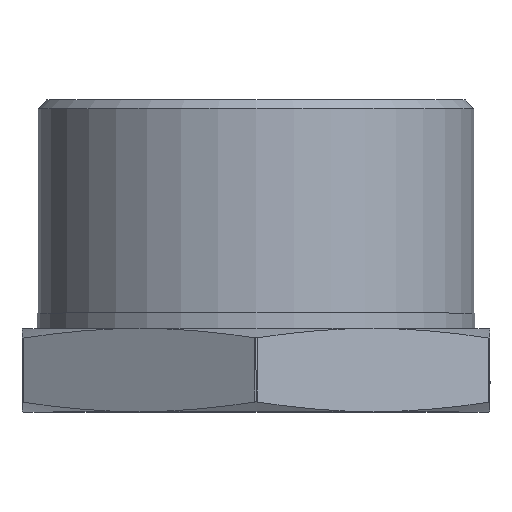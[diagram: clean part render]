
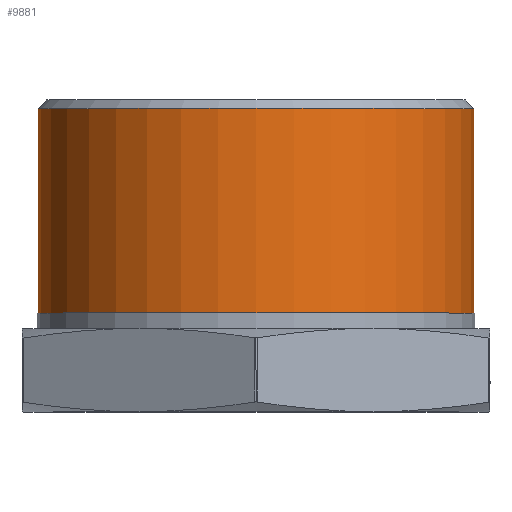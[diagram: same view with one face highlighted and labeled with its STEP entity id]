
A CAD part, top view. The second image highlights one B-rep face of the part: STEP entity #9881.
In plain terms, the highlighted cylindrical face has radius 20.955 mm (diameter 41.91 mm), a partial arc.
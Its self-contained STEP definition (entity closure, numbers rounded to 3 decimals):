
#92 = AXIS2_PLACEMENT_3D ( 'NONE', #9154, #5153, #8112 ) ;
#491 = LINE ( 'NONE', #8652, #8232 ) ;
#535 = CARTESIAN_POINT ( 'NONE',  ( -20.955, 29.15, 0. ) ) ;
#757 = DIRECTION ( 'NONE',  ( 0., 1., 0. ) ) ;
#1228 = AXIS2_PLACEMENT_3D ( 'NONE', #4117, #12251, #10200 ) ;
#1808 = EDGE_CURVE ( 'NONE', #8885, #5895, #3840, .T. ) ;
#2353 = EDGE_CURVE ( 'NONE', #8885, #8097, #3198, .T. ) ;
#2690 = CARTESIAN_POINT ( 'NONE',  ( 20.955, 9.5, 0. ) ) ;
#2785 = CYLINDRICAL_SURFACE ( 'NONE', #1228, 20.955 ) ;
#3198 = CIRCLE ( 'NONE', #9634, 20.955 ) ;
#3199 = ORIENTED_EDGE ( 'NONE', *, *, #2353, .T. ) ;
#3417 = FACE_OUTER_BOUND ( 'NONE', #11286, .T. ) ;
#3840 = LINE ( 'NONE', #11586, #5921 ) ;
#4000 = CARTESIAN_POINT ( 'NONE',  ( -20.955, 9.5, 0. ) ) ;
#4117 = CARTESIAN_POINT ( 'NONE',  ( 0., 8., 0. ) ) ;
#4992 = CARTESIAN_POINT ( 'NONE',  ( 0., 9.5, 0. ) ) ;
#5153 = DIRECTION ( 'NONE',  ( 0., 1., 0. ) ) ;
#5422 = VERTEX_POINT ( 'NONE', #8291 ) ;
#5492 = ORIENTED_EDGE ( 'NONE', *, *, #6044, .T. ) ;
#5895 = VERTEX_POINT ( 'NONE', #535 ) ;
#5921 = VECTOR ( 'NONE', #12708, 1000. ) ;
#5999 = ORIENTED_EDGE ( 'NONE', *, *, #1808, .F. ) ;
#6044 = EDGE_CURVE ( 'NONE', #8097, #5422, #491, .T. ) ;
#6065 = DIRECTION ( 'NONE',  ( 0., 1., 0. ) ) ;
#7097 = EDGE_CURVE ( 'NONE', #5895, #5422, #7548, .T. ) ;
#7548 = CIRCLE ( 'NONE', #92, 20.955 ) ;
#8097 = VERTEX_POINT ( 'NONE', #2690 ) ;
#8112 = DIRECTION ( 'NONE',  ( 1., 0., 0. ) ) ;
#8232 = VECTOR ( 'NONE', #757, 1000. ) ;
#8291 = CARTESIAN_POINT ( 'NONE',  ( 20.955, 29.15, 0. ) ) ;
#8652 = CARTESIAN_POINT ( 'NONE',  ( 20.955, 8., 0. ) ) ;
#8885 = VERTEX_POINT ( 'NONE', #4000 ) ;
#9154 = CARTESIAN_POINT ( 'NONE',  ( 0., 29.15, 0. ) ) ;
#9172 = DIRECTION ( 'NONE',  ( 1., 0., 0. ) ) ;
#9634 = AXIS2_PLACEMENT_3D ( 'NONE', #4992, #6065, #9172 ) ;
#9881 = ADVANCED_FACE ( 'NONE', ( #3417 ), #2785, .T. ) ;
#10200 = DIRECTION ( 'NONE',  ( 1., 0., 0. ) ) ;
#10801 = ORIENTED_EDGE ( 'NONE', *, *, #7097, .F. ) ;
#11286 = EDGE_LOOP ( 'NONE', ( #5999, #3199, #5492, #10801 ) ) ;
#11586 = CARTESIAN_POINT ( 'NONE',  ( -20.955, 8., 0. ) ) ;
#12251 = DIRECTION ( 'NONE',  ( 0., 1., 0. ) ) ;
#12708 = DIRECTION ( 'NONE',  ( 0., 1., 0. ) ) ;
